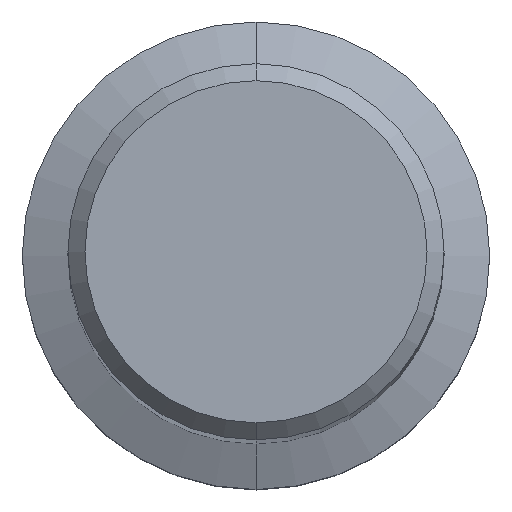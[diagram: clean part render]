
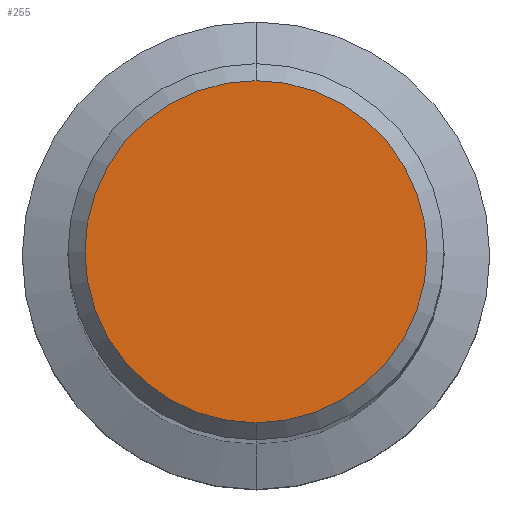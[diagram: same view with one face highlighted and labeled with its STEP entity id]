
A CAD part, top view. The second image highlights one B-rep face of the part: STEP entity #255.
In plain terms, the highlighted planar face has unit normal (0, 0, 1).
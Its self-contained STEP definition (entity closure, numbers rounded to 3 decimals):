
#205=EDGE_CURVE('',#341,#221,#560,.T.);
#221=VERTEX_POINT('',#579);
#255=ADVANCED_FACE('',(#614),#615,.T.);
#307=EDGE_CURVE('',#221,#341,#674,.T.);
#341=VERTEX_POINT('',#711);
#560=CIRCLE('',#972,8.05);
#579=CARTESIAN_POINT('',(0.0,8.05,0.0));
#614=FACE_OUTER_BOUND('',#1085,.T.);
#615=PLANE('',#1086);
#674=CIRCLE('',#1235,8.05);
#711=CARTESIAN_POINT('',(0.,-8.05,0.0));
#972=AXIS2_PLACEMENT_3D('',#1707,#1708,#1709);
#1085=EDGE_LOOP('',(#1760,#1761));
#1086=AXIS2_PLACEMENT_3D('',#1762,#1763,#1764);
#1235=AXIS2_PLACEMENT_3D('',#1835,#1836,#1837);
#1707=CARTESIAN_POINT('',(0.0,0.0,0.0));
#1708=DIRECTION('',(0.0,0.0,-1.0));
#1709=DIRECTION('',(0.0,1.0,0.0));
#1760=ORIENTED_EDGE('',*,*,#307,.F.);
#1761=ORIENTED_EDGE('',*,*,#205,.F.);
#1762=CARTESIAN_POINT('',(0.0,4.025,0.0));
#1763=DIRECTION('',(-0.0,0.0,1.0));
#1764=DIRECTION('',(0.0,-1.0,0.0));
#1835=CARTESIAN_POINT('',(0.0,0.0,0.0));
#1836=DIRECTION('',(0.0,0.0,-1.0));
#1837=DIRECTION('',(0.0,1.0,0.0));
